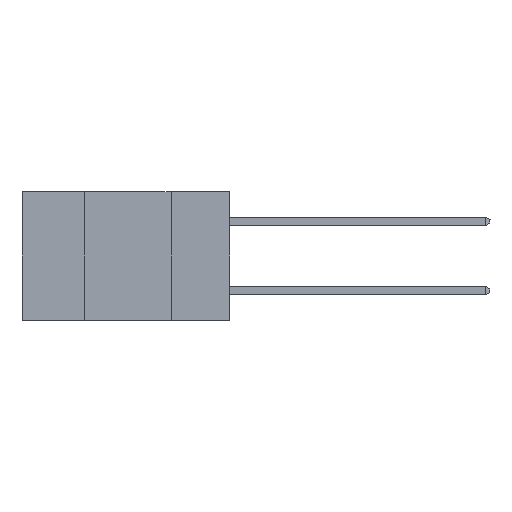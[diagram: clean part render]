
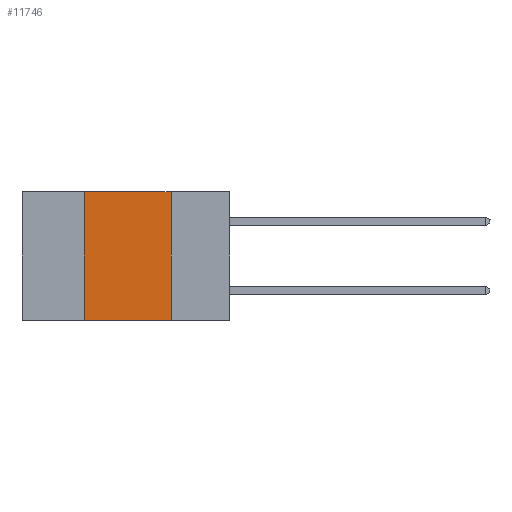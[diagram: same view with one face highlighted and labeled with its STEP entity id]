
A CAD part, left-side view. The second image highlights one B-rep face of the part: STEP entity #11746.
In plain terms, the highlighted planar face has unit normal (-1, 0, 0).
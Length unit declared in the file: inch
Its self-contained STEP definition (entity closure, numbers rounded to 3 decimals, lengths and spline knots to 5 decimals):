
#370 = FACE_OUTER_BOUND ( 'NONE', #8127, .T. ) ;
#1344 = CARTESIAN_POINT ( 'NONE',  ( 0., 0.17, 0. ) ) ;
#1632 = VERTEX_POINT ( 'NONE', #15408 ) ;
#1831 = VERTEX_POINT ( 'NONE', #1344 ) ;
#2295 = DIRECTION ( 'NONE',  ( 0., -1., 0. ) ) ;
#2296 = VECTOR ( 'NONE', #2295, 39.37008 ) ;
#3169 = EDGE_CURVE ( 'NONE', #5291, #1831, #5282, .T. ) ;
#3272 = LINE ( 'NONE', #3768, #18510 ) ;
#3473 = DIRECTION ( 'NONE',  ( 0., 0., 1. ) ) ;
#3768 = CARTESIAN_POINT ( 'NONE',  ( 0., 0.6, -0.37 ) ) ;
#4115 = DIRECTION ( 'NONE',  ( 0., 0., -1. ) ) ;
#5282 = LINE ( 'NONE', #6653, #2296 ) ;
#5291 = VERTEX_POINT ( 'NONE', #14267 ) ;
#6653 = CARTESIAN_POINT ( 'NONE',  ( 0., 0.6, 0. ) ) ;
#7633 = AXIS2_PLACEMENT_3D ( 'NONE', #8588, #18798, #4115 ) ;
#7702 = CARTESIAN_POINT ( 'NONE',  ( 0., 0.42, 0. ) ) ;
#8127 = EDGE_LOOP ( 'NONE', ( #13080, #17324, #12415, #12748 ) ) ;
#8531 = CARTESIAN_POINT ( 'NONE',  ( 0., 0.17, 0. ) ) ;
#8588 = CARTESIAN_POINT ( 'NONE',  ( 0., 0.6, 0. ) ) ;
#9408 = LINE ( 'NONE', #7702, #14061 ) ;
#9811 = DIRECTION ( 'NONE',  ( 0., 0., -1. ) ) ;
#10207 = PLANE ( 'NONE',  #7633 ) ;
#11746 = ADVANCED_FACE ( 'NONE', ( #370 ), #10207, .F. ) ;
#12415 = ORIENTED_EDGE ( 'NONE', *, *, #17968, .F. ) ;
#12599 = VECTOR ( 'NONE', #9811, 39.37008 ) ;
#12748 = ORIENTED_EDGE ( 'NONE', *, *, #14117, .T. ) ;
#13080 = ORIENTED_EDGE ( 'NONE', *, *, #16234, .F. ) ;
#13116 = VERTEX_POINT ( 'NONE', #14674 ) ;
#13930 = DIRECTION ( 'NONE',  ( 0., -1., 0. ) ) ;
#14061 = VECTOR ( 'NONE', #3473, 39.37008 ) ;
#14117 = EDGE_CURVE ( 'NONE', #13116, #1632, #3272, .T. ) ;
#14267 = CARTESIAN_POINT ( 'NONE',  ( 0., 0.42, 0. ) ) ;
#14674 = CARTESIAN_POINT ( 'NONE',  ( 0., 0.42, -0.37 ) ) ;
#15408 = CARTESIAN_POINT ( 'NONE',  ( 0., 0.17, -0.37 ) ) ;
#16234 = EDGE_CURVE ( 'NONE', #1831, #1632, #16585, .T. ) ;
#16585 = LINE ( 'NONE', #8531, #12599 ) ;
#17324 = ORIENTED_EDGE ( 'NONE', *, *, #3169, .F. ) ;
#17968 = EDGE_CURVE ( 'NONE', #13116, #5291, #9408, .T. ) ;
#18510 = VECTOR ( 'NONE', #13930, 39.37008 ) ;
#18798 = DIRECTION ( 'NONE',  ( 1., 0., 0. ) ) ;
